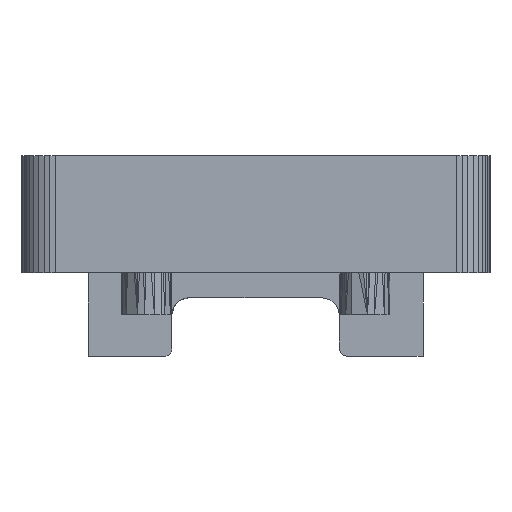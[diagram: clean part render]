
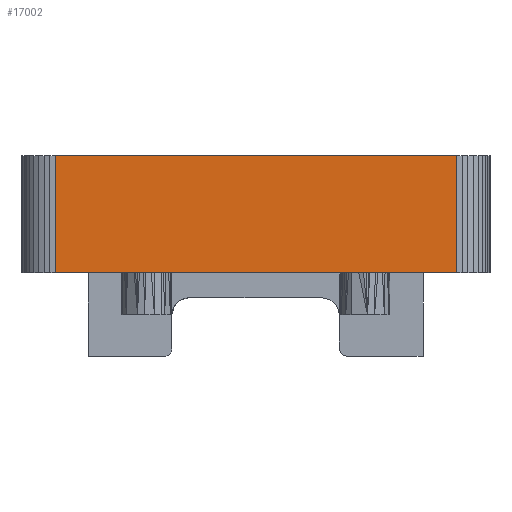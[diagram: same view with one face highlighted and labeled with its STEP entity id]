
A CAD part, left-side view. The second image highlights one B-rep face of the part: STEP entity #17002.
In plain terms, the highlighted planar face has unit normal (-1, 0, 0).
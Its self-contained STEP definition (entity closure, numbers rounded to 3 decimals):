
#1176=FACE_OUTER_BOUND('',#2338,.T.);
#2338=EDGE_LOOP('',(#14689,#14690,#14691,#14692));
#2391=LINE('',#22843,#4642);
#3846=LINE('',#25734,#6097);
#4022=LINE('',#26080,#6273);
#4336=LINE('',#26712,#6587);
#4642=VECTOR('',#18234,1.);
#6097=VECTOR('',#20863,1.);
#6273=VECTOR('',#21161,1.);
#6587=VECTOR('',#22019,1.);
#6890=VERTEX_POINT('',#22840);
#6891=VERTEX_POINT('',#22842);
#7739=VERTEX_POINT('',#25731);
#7740=VERTEX_POINT('',#25733);
#7992=EDGE_CURVE('',#6891,#6890,#2391,.T.);
#9447=EDGE_CURVE('',#7739,#7740,#3846,.T.);
#9623=EDGE_CURVE('',#7740,#6890,#4022,.T.);
#9937=EDGE_CURVE('',#7739,#6891,#4336,.T.);
#14689=ORIENTED_EDGE('',*,*,#7992,.T.);
#14690=ORIENTED_EDGE('',*,*,#9623,.F.);
#14691=ORIENTED_EDGE('',*,*,#9447,.F.);
#14692=ORIENTED_EDGE('',*,*,#9937,.T.);
#15847=PLANE('',#18171);
#17002=ADVANCED_FACE('',(#1176),#15847,.T.);
#18171=AXIS2_PLACEMENT_3D('',#27240,#22733,#22734);
#18234=DIRECTION('',(0.,-1.,0.));
#20863=DIRECTION('',(0.,-1.,0.));
#21161=DIRECTION('',(0.,0.,-1.));
#22019=DIRECTION('',(0.,0.,-1.));
#22733=DIRECTION('center_axis',(-1.,0.,0.));
#22734=DIRECTION('ref_axis',(0.,0.,1.));
#22840=CARTESIAN_POINT('',(-27.529,13.998,9.));
#22842=CARTESIAN_POINT('',(-27.529,37.948,9.));
#22843=CARTESIAN_POINT('',(-27.529,37.948,9.));
#25731=CARTESIAN_POINT('',(-27.529,37.948,16.));
#25733=CARTESIAN_POINT('',(-27.529,13.998,16.));
#25734=CARTESIAN_POINT('',(-27.529,37.948,16.));
#26080=CARTESIAN_POINT('',(-27.529,13.998,16.));
#26712=CARTESIAN_POINT('',(-27.529,37.948,16.));
#27240=CARTESIAN_POINT('Origin',(-27.529,37.948,16.));
